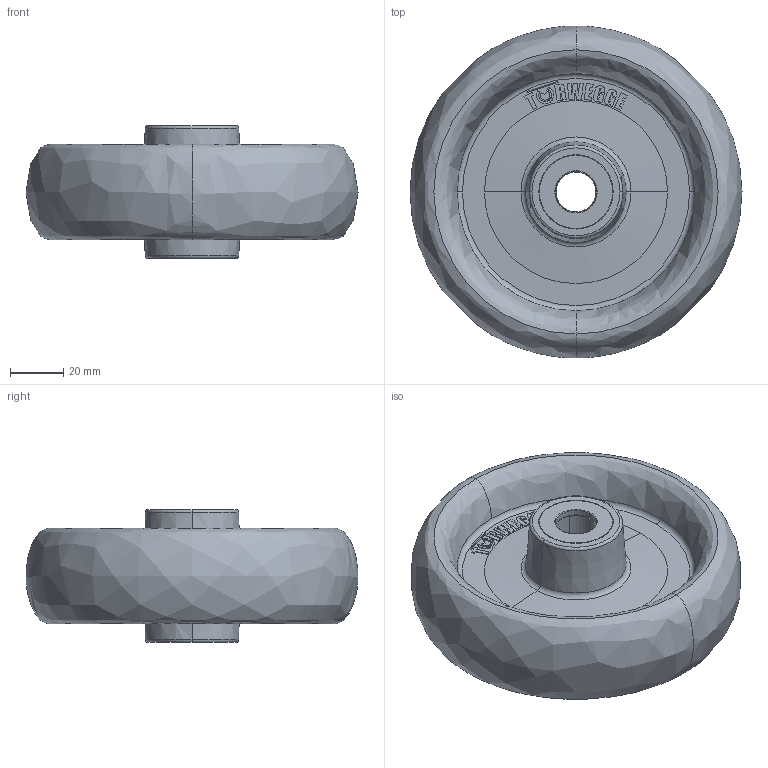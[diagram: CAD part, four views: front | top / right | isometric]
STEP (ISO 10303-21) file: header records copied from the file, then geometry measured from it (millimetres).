
FILE_DESCRIPTION (( 'STEP AP214' ), '1' );
FILE_NAME ('0033525_PALB-125-36-50-R15.STEP', '2017-06-09T10:43:52', ( '' ), ( '' ), 'SwSTEP 2.0', 'SolidWorks 2016', '' );
FILE_SCHEMA (( 'AUTOMOTIVE_DESIGN' ));
Length unit declared in the file: millimetre
Products named in the file (1): 0033525_PALB-125-36-50-R15
Bounding box: 125 x 124.97 x 50 mm (x, y, z)
Surface area: 47540.6 mm2 (no closed solid volume)
Topology: 0 solids, 3 shells, 124 faces, 449 edges, 312 vertices
Faces by surface type: plane 61, bspline 27, torus 20, cone 8, cylinder 8
Entity records: 7496 total; most frequent: CARTESIAN_POINT 2553, ORIENTED_EDGE 698, DIRECTION 651, EDGE_CURVE 449, VERTEX_POINT 312, LINE 283, VECTOR 283, AXIS2_PLACEMENT_3D 184
